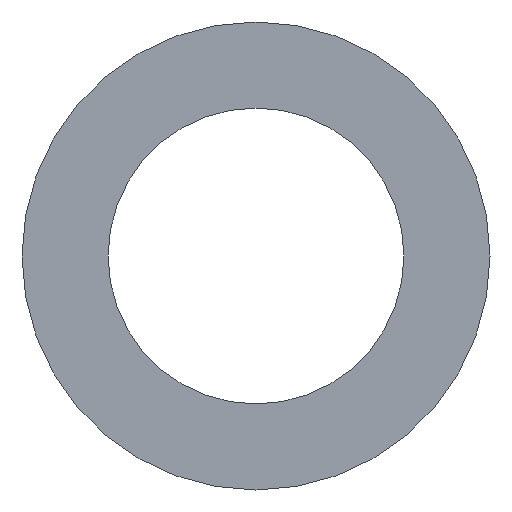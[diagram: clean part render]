
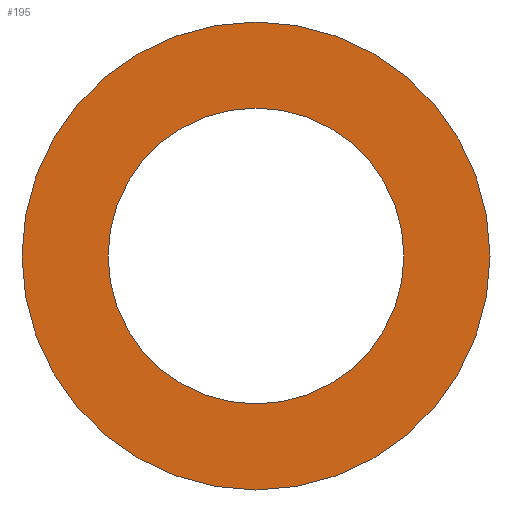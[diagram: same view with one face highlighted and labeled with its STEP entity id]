
A CAD part, left-side view. The second image highlights one B-rep face of the part: STEP entity #195.
In plain terms, the highlighted planar face has unit normal (-1, 0, 0).
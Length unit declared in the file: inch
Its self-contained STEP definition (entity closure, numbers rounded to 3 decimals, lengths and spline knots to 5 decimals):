
#5=DIRECTION ( 'NONE',  ( 0., 0., 1. ) ) ;
#10=VERTEX_POINT ( 'NONE', #152 ) ;
#11=DIRECTION ( 'NONE',  ( -1., 0., 0. ) ) ;
#18=CARTESIAN_POINT ( 'NONE',  ( 0., 0., 0. ) ) ;
#19=AXIS2_PLACEMENT_3D ( 'NONE', #18, #11, #5 ) ;
#22=FACE_BOUND ( 'NONE', #89, .T. ) ;
#33=CIRCLE ( 'NONE', #19, 0.034 ) ;
#54=EDGE_CURVE ( 'NONE', #10, #87, #147, .T. ) ;
#71=ORIENTED_EDGE ( 'NONE', *, *, #128, .T. ) ;
#80=CARTESIAN_POINT ( 'NONE',  ( 0., 0., 0. ) ) ;
#87=VERTEX_POINT ( 'NONE', #175 ) ;
#89=EDGE_LOOP ( 'NONE', ( #148, #181 ) ) ;
#90=AXIS2_PLACEMENT_3D ( 'NONE', #80, #11, #5 ) ;
#99=PLANE ( 'NONE',  #205 ) ;
#104=EDGE_LOOP ( 'NONE', ( #71, #193 ) ) ;
#118=CARTESIAN_POINT ( 'NONE',  ( 0., 0., -0.034 ) ) ;
#121=DIRECTION ( 'NONE',  ( 1., 0., 0. ) ) ;
#124=DIRECTION ( 'NONE',  ( 0., 0., -1. ) ) ;
#128=EDGE_CURVE ( 'NONE', #141, #167, #33, .T. ) ;
#134=CARTESIAN_POINT ( 'NONE',  ( 0., 0., 0.034 ) ) ;
#141=VERTEX_POINT ( 'NONE', #134 ) ;
#147=CIRCLE ( 'NONE', #90, 0.0215 ) ;
#148=ORIENTED_EDGE ( 'NONE', *, *, #54, .F. ) ;
#152=CARTESIAN_POINT ( 'NONE',  ( 0., 0., 0.0215 ) ) ;
#155=EDGE_CURVE ( 'NONE', #87, #10, #147, .T. ) ;
#167=VERTEX_POINT ( 'NONE', #118 ) ;
#175=CARTESIAN_POINT ( 'NONE',  ( 0., 0., -0.0215 ) ) ;
#176=EDGE_CURVE ( 'NONE', #167, #141, #33, .T. ) ;
#181=ORIENTED_EDGE ( 'NONE', *, *, #155, .F. ) ;
#188=FACE_OUTER_BOUND ( 'NONE', #104, .T. ) ;
#193=ORIENTED_EDGE ( 'NONE', *, *, #176, .T. ) ;
#195=ADVANCED_FACE ( 'NONE', ( #22, #188 ), #99, .F. ) ;
#205=AXIS2_PLACEMENT_3D ( 'NONE', #18, #121, #124 ) ;
